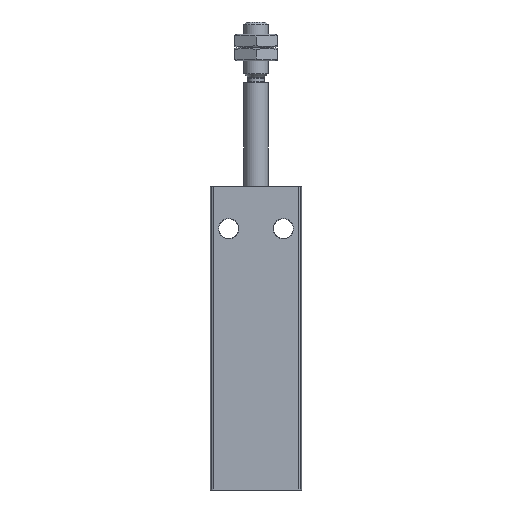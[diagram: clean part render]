
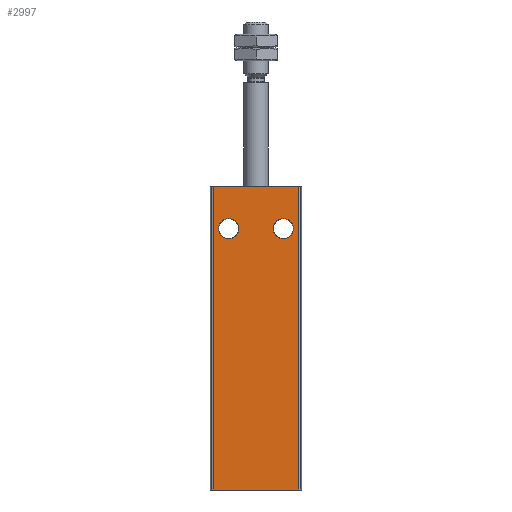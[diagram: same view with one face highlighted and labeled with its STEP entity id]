
A CAD part, front view. The second image highlights one B-rep face of the part: STEP entity #2997.
In plain terms, the highlighted planar face has unit normal (0, -1, 0).
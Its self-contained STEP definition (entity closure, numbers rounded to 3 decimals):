
#113=PLANE('',#3310);
#289=LINE('',#5263,#463);
#290=LINE('',#5266,#464);
#291=LINE('',#5268,#465);
#292=LINE('',#5270,#466);
#463=VECTOR('',#3956,1000.);
#464=VECTOR('',#3957,1000.);
#465=VECTOR('',#3958,1000.);
#466=VECTOR('',#3959,1000.);
#517=CIRCLE('',#3151,1.65);
#518=CIRCLE('',#3154,1.65);
#977=ORIENTED_EDGE('',*,*,#1507,.F.);
#978=ORIENTED_EDGE('',*,*,#1503,.F.);
#979=ORIENTED_EDGE('',*,*,#1765,.T.);
#980=ORIENTED_EDGE('',*,*,#1766,.T.);
#981=ORIENTED_EDGE('',*,*,#1767,.F.);
#982=ORIENTED_EDGE('',*,*,#1768,.F.);
#1503=EDGE_CURVE('',#1925,#1925,#517,.T.);
#1507=EDGE_CURVE('',#1929,#1929,#518,.T.);
#1765=EDGE_CURVE('',#2131,#2132,#289,.T.);
#1766=EDGE_CURVE('',#2132,#2133,#290,.T.);
#1767=EDGE_CURVE('',#2134,#2133,#291,.T.);
#1768=EDGE_CURVE('',#2131,#2134,#292,.T.);
#1925=VERTEX_POINT('',#4440);
#1929=VERTEX_POINT('',#4486);
#2131=VERTEX_POINT('',#5264);
#2132=VERTEX_POINT('',#5265);
#2133=VERTEX_POINT('',#5267);
#2134=VERTEX_POINT('',#5269);
#2390=EDGE_LOOP('',(#977));
#2391=EDGE_LOOP('',(#978));
#2392=EDGE_LOOP('',(#979,#980,#981,#982));
#2650=FACE_BOUND('',#2390,.T.);
#2651=FACE_BOUND('',#2391,.T.);
#2652=FACE_BOUND('',#2392,.T.);
#2997=ADVANCED_FACE('',(#2650,#2651,#2652),#113,.T.);
#3151=AXIS2_PLACEMENT_3D('',#4439,#3516,#3517);
#3154=AXIS2_PLACEMENT_3D('',#4485,#3522,#3523);
#3310=AXIS2_PLACEMENT_3D('',#5262,#3954,#3955);
#3516=DIRECTION('',(0.,-1.,0.));
#3517=DIRECTION('',(0.,0.,-1.));
#3522=DIRECTION('',(0.,-1.,0.));
#3523=DIRECTION('',(0.,0.,-1.));
#3954=DIRECTION('',(0.,-1.,0.));
#3955=DIRECTION('',(0.,0.,-1.));
#3956=DIRECTION('',(1.,0.,0.));
#3957=DIRECTION('',(0.,0.,1.));
#3958=DIRECTION('',(1.,0.,0.));
#3959=DIRECTION('',(0.,0.,1.));
#4439=CARTESIAN_POINT('',(4.5,-12.,-7.));
#4440=CARTESIAN_POINT('',(4.5,-12.,-8.65));
#4485=CARTESIAN_POINT('',(-4.5,-12.,-7.));
#4486=CARTESIAN_POINT('',(-4.5,-12.,-8.65));
#5262=CARTESIAN_POINT('',(-7.5,-12.,-50.));
#5263=CARTESIAN_POINT('',(-7.5,-12.,-50.));
#5264=CARTESIAN_POINT('',(-7.009,-12.,-50.));
#5265=CARTESIAN_POINT('',(7.009,-12.,-50.));
#5266=CARTESIAN_POINT('',(7.009,-12.,-50.));
#5267=CARTESIAN_POINT('',(7.009,-12.,0.));
#5268=CARTESIAN_POINT('',(-7.5,-12.,0.));
#5269=CARTESIAN_POINT('',(-7.009,-12.,0.));
#5270=CARTESIAN_POINT('',(-7.009,-12.,-50.));
